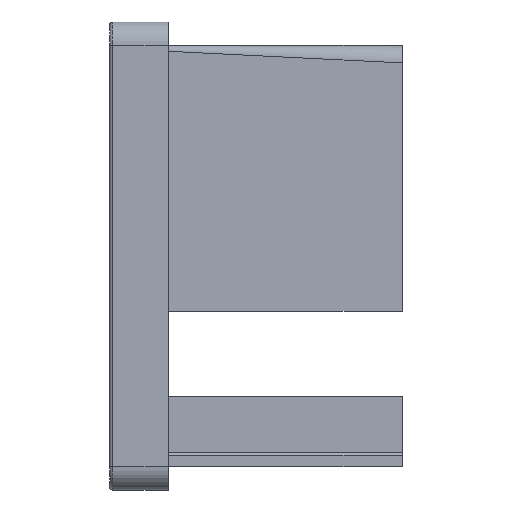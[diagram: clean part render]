
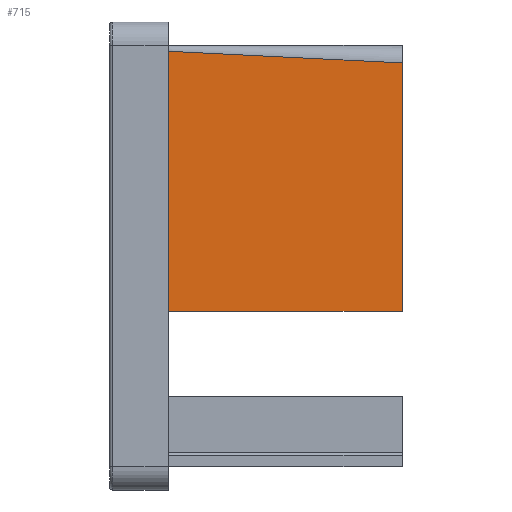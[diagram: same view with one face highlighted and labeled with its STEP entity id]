
A CAD part, left-side view. The second image highlights one B-rep face of the part: STEP entity #715.
In plain terms, the highlighted planar face has unit normal (-1, 0, 0).
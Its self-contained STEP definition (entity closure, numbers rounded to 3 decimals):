
#3 = FACE_OUTER_BOUND ( 'NONE', #983, .T. ) ;
#18 = DIRECTION ( 'NONE',  ( 1., 0., 0. ) ) ;
#31 = VECTOR ( 'NONE', #662, 1000. ) ;
#58 = CARTESIAN_POINT ( 'NONE',  ( -28., 0., -4.72 ) ) ;
#184 = CARTESIAN_POINT ( 'NONE',  ( -28., 20., 17.5 ) ) ;
#210 = VERTEX_POINT ( 'NONE', #603 ) ;
#248 = CARTESIAN_POINT ( 'NONE',  ( -28., 20., -4.72 ) ) ;
#255 = VERTEX_POINT ( 'NONE', #574 ) ;
#260 = EDGE_CURVE ( 'NONE', #476, #210, #595, .T. ) ;
#305 = LINE ( 'NONE', #653, #31 ) ;
#315 = CARTESIAN_POINT ( 'NONE',  ( -28., 20., 17.5 ) ) ;
#450 = ORIENTED_EDGE ( 'NONE', *, *, #260, .F. ) ;
#471 = PLANE ( 'NONE',  #547 ) ;
#476 = VERTEX_POINT ( 'NONE', #58 ) ;
#513 = VECTOR ( 'NONE', #907, 1000. ) ;
#519 = EDGE_CURVE ( 'NONE', #210, #1281, #305, .T. ) ;
#536 = DIRECTION ( 'NONE',  ( 0., 0., 1. ) ) ;
#547 = AXIS2_PLACEMENT_3D ( 'NONE', #1267, #18, #1164 ) ;
#553 = EDGE_CURVE ( 'NONE', #476, #255, #1444, .T. ) ;
#574 = CARTESIAN_POINT ( 'NONE',  ( -28., 0., 16.5 ) ) ;
#595 = LINE ( 'NONE', #248, #513 ) ;
#603 = CARTESIAN_POINT ( 'NONE',  ( -28., 20., -4.72 ) ) ;
#653 = CARTESIAN_POINT ( 'NONE',  ( -28., 20., -18. ) ) ;
#662 = DIRECTION ( 'NONE',  ( 0., 0., 1. ) ) ;
#715 = ADVANCED_FACE ( 'NONE', ( #3 ), #471, .F. ) ;
#868 = EDGE_CURVE ( 'NONE', #255, #1281, #1028, .T. ) ;
#907 = DIRECTION ( 'NONE',  ( 0., 1., 0. ) ) ;
#983 = EDGE_LOOP ( 'NONE', ( #450, #1161, #1137, #1298 ) ) ;
#997 = CARTESIAN_POINT ( 'NONE',  ( -28., 6.667, 16.5 ) ) ;
#1009 = CARTESIAN_POINT ( 'NONE',  ( -28., 0., -18. ) ) ;
#1028 = B_SPLINE_CURVE_WITH_KNOTS ( 'NONE', 3,
 ( #1464, #997, #1341, #315 ),
 .UNSPECIFIED., .F., .F.,
 ( 4, 4 ),
 ( 0., 0.02 ),
 .UNSPECIFIED. ) ;
#1137 = ORIENTED_EDGE ( 'NONE', *, *, #868, .T. ) ;
#1161 = ORIENTED_EDGE ( 'NONE', *, *, #553, .T. ) ;
#1164 = DIRECTION ( 'NONE',  ( 0., 0., -1. ) ) ;
#1259 = VECTOR ( 'NONE', #536, 1000. ) ;
#1267 = CARTESIAN_POINT ( 'NONE',  ( -28., 20., -18. ) ) ;
#1281 = VERTEX_POINT ( 'NONE', #184 ) ;
#1298 = ORIENTED_EDGE ( 'NONE', *, *, #519, .F. ) ;
#1341 = CARTESIAN_POINT ( 'NONE',  ( -28., 13.333, 17.5 ) ) ;
#1444 = LINE ( 'NONE', #1009, #1259 ) ;
#1464 = CARTESIAN_POINT ( 'NONE',  ( -28., 0., 16.5 ) ) ;
